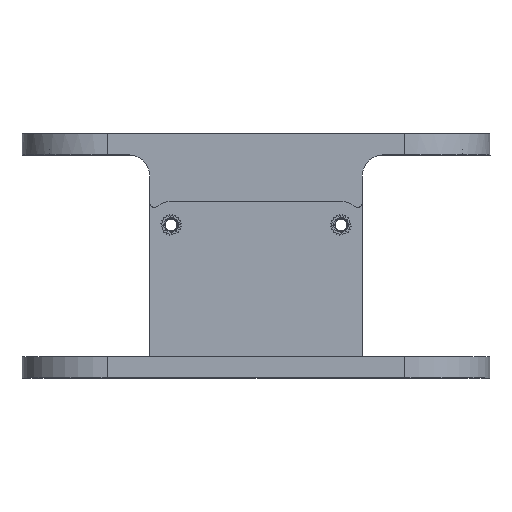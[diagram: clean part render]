
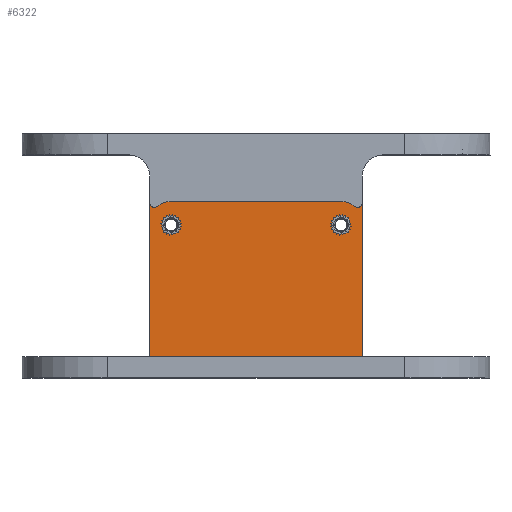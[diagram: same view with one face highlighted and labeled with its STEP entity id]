
A CAD part, top view. The second image highlights one B-rep face of the part: STEP entity #6322.
In plain terms, the highlighted face is planar.
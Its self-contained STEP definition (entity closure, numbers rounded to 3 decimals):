
#258=FACE_BOUND('',#1286,.T.);
#259=FACE_BOUND('',#1287,.T.);
#320=PLANE('',#6895);
#885=FACE_OUTER_BOUND('',#1285,.T.);
#1285=EDGE_LOOP('',(#5628,#5629,#5630,#5631,#5632,#5633,#5634,#5635));
#1286=EDGE_LOOP('',(#5636));
#1287=EDGE_LOOP('',(#5637));
#1752=CIRCLE('',#6890,2.25);
#1755=CIRCLE('',#6894,2.25);
#1756=CIRCLE('',#6896,1.05);
#1757=CIRCLE('',#6897,1.05);
#1758=CIRCLE('',#6898,4.8);
#1759=CIRCLE('',#6899,4.8);
#2137=LINE('',#14669,#2500);
#2138=LINE('',#14671,#2501);
#2139=LINE('',#14673,#2502);
#2140=LINE('',#14679,#2503);
#2500=VECTOR('',#8308,10.);
#2501=VECTOR('',#8309,10.);
#2502=VECTOR('',#8310,10.);
#2503=VECTOR('',#8315,10.);
#3084=VERTEX_POINT('',#14632);
#3088=VERTEX_POINT('',#14661);
#3089=VERTEX_POINT('',#14665);
#3090=VERTEX_POINT('',#14666);
#3091=VERTEX_POINT('',#14668);
#3092=VERTEX_POINT('',#14670);
#3093=VERTEX_POINT('',#14672);
#3094=VERTEX_POINT('',#14674);
#3095=VERTEX_POINT('',#14676);
#3096=VERTEX_POINT('',#14678);
#3954=EDGE_CURVE('',#3084,#3084,#1752,.T.);
#3960=EDGE_CURVE('',#3088,#3088,#1755,.T.);
#3961=EDGE_CURVE('',#3089,#3090,#1756,.T.);
#3962=EDGE_CURVE('',#3090,#3091,#2137,.T.);
#3963=EDGE_CURVE('',#3091,#3092,#2138,.T.);
#3964=EDGE_CURVE('',#3092,#3093,#2139,.T.);
#3965=EDGE_CURVE('',#3093,#3094,#1757,.T.);
#3966=EDGE_CURVE('',#3094,#3095,#1758,.T.);
#3967=EDGE_CURVE('',#3095,#3096,#2140,.T.);
#3968=EDGE_CURVE('',#3096,#3089,#1759,.T.);
#5628=ORIENTED_EDGE('',*,*,#3961,.T.);
#5629=ORIENTED_EDGE('',*,*,#3962,.T.);
#5630=ORIENTED_EDGE('',*,*,#3963,.T.);
#5631=ORIENTED_EDGE('',*,*,#3964,.T.);
#5632=ORIENTED_EDGE('',*,*,#3965,.T.);
#5633=ORIENTED_EDGE('',*,*,#3966,.T.);
#5634=ORIENTED_EDGE('',*,*,#3967,.T.);
#5635=ORIENTED_EDGE('',*,*,#3968,.T.);
#5636=ORIENTED_EDGE('',*,*,#3960,.T.);
#5637=ORIENTED_EDGE('',*,*,#3954,.T.);
#6322=ADVANCED_FACE('',(#885,#258,#259),#320,.F.);
#6890=AXIS2_PLACEMENT_3D('',#14634,#8293,#8294);
#6894=AXIS2_PLACEMENT_3D('',#14663,#8302,#8303);
#6895=AXIS2_PLACEMENT_3D('',#14664,#8304,#8305);
#6896=AXIS2_PLACEMENT_3D('',#14667,#8306,#8307);
#6897=AXIS2_PLACEMENT_3D('',#14675,#8311,#8312);
#6898=AXIS2_PLACEMENT_3D('',#14677,#8313,#8314);
#6899=AXIS2_PLACEMENT_3D('',#14680,#8316,#8317);
#8293=DIRECTION('center_axis',(0.,0.,
1.));
#8294=DIRECTION('ref_axis',(1.,0.,0.));
#8302=DIRECTION('center_axis',(0.,0.,
1.));
#8303=DIRECTION('ref_axis',(1.,0.,0.));
#8304=DIRECTION('center_axis',(0.,0.,
1.));
#8305=DIRECTION('ref_axis',(0.,-1.,0.));
#8306=DIRECTION('center_axis',(0.,0.,
1.));
#8307=DIRECTION('ref_axis',(1.,0.,0.));
#8308=DIRECTION('',(0.,-1.,0.));
#8309=DIRECTION('',(-1.,0.,0.));
#8310=DIRECTION('',(0.,1.,0.));
#8311=DIRECTION('center_axis',(0.,0.,
1.));
#8312=DIRECTION('ref_axis',(0.641,-0.768,0.));
#8313=DIRECTION('center_axis',(0.,0.,
-1.));
#8314=DIRECTION('ref_axis',(-0.641,0.768,0.));
#8315=DIRECTION('',(1.,0.,0.));
#8316=DIRECTION('center_axis',(0.,0.,
-1.));
#8317=DIRECTION('ref_axis',(0.,1.,0.));
#14632=CARTESIAN_POINT('',(134.226,-17.099,436.02));
#14634=CARTESIAN_POINT('Origin',(136.476,-17.099,436.02));
#14661=CARTESIAN_POINT('',(94.226,-17.099,436.02));
#14663=CARTESIAN_POINT('Origin',(96.476,-17.099,436.02));
#14664=CARTESIAN_POINT('Origin',(116.476,-29.849,436.02));
#14665=CARTESIAN_POINT('',(139.753,-12.715,436.02));
#14666=CARTESIAN_POINT('',(141.476,-11.909,436.02));
#14667=CARTESIAN_POINT('Origin',(140.426,-11.909,436.02));
#14668=CARTESIAN_POINT('',(141.476,-48.099,436.02));
#14669=CARTESIAN_POINT('',(141.476,-12.724,436.02));
#14670=CARTESIAN_POINT('',(91.476,-48.099,436.02));
#14671=CARTESIAN_POINT('',(116.476,-48.099,436.02));
#14672=CARTESIAN_POINT('',(91.476,-11.909,436.02));
#14673=CARTESIAN_POINT('',(91.476,-12.724,436.02));
#14674=CARTESIAN_POINT('',(93.199,-12.715,436.02));
#14675=CARTESIAN_POINT('Origin',(92.526,-11.909,436.02));
#14676=CARTESIAN_POINT('',(96.276,-11.599,436.02));
#14677=CARTESIAN_POINT('Origin',(96.276,-16.399,436.02));
#14678=CARTESIAN_POINT('',(136.676,-11.599,436.02));
#14679=CARTESIAN_POINT('',(126.576,-11.599,436.02));
#14680=CARTESIAN_POINT('Origin',(136.676,-16.399,436.02));
